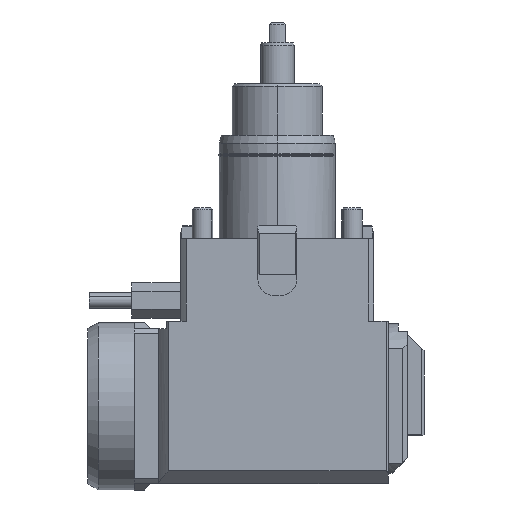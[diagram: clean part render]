
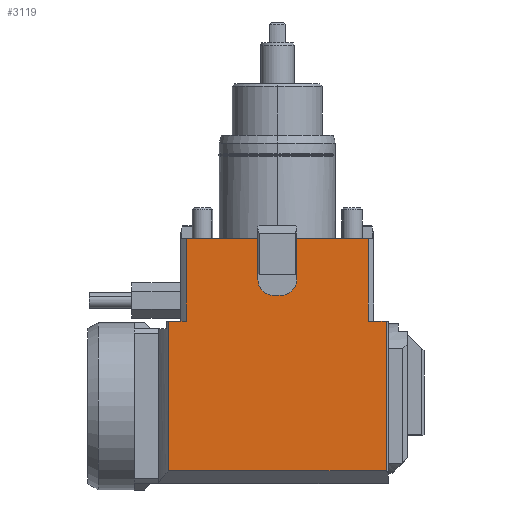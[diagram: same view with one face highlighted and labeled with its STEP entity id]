
A CAD part, front view. The second image highlights one B-rep face of the part: STEP entity #3119.
In plain terms, the highlighted planar face has unit normal (0, -1, 0).
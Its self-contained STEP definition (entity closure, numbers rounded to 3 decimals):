
#54=CARTESIAN_POINT('',(42.261,-37.5,-90.));
#55=VERTEX_POINT('',#54);
#63=CARTESIAN_POINT('',(-42.261,-37.5,-90.));
#64=VERTEX_POINT('',#63);
#65=CARTESIAN_POINT('',(42.261,-37.5,-90.));
#66=DIRECTION('',(-1.,0.,0.));
#67=VECTOR('',#66,84.522);
#68=LINE('',#65,#67);
#69=EDGE_CURVE('',#55,#64,#68,.T.);
#1848=CARTESIAN_POINT('',(42.261,-37.5,-32.));
#1849=VERTEX_POINT('',#1848);
#1857=CARTESIAN_POINT('',(42.261,-37.5,-90.));
#1858=DIRECTION('',(0.,0.,1.));
#1859=VECTOR('',#1858,58.);
#1860=LINE('',#1857,#1859);
#1861=EDGE_CURVE('',#55,#1849,#1860,.T.);
#2244=CARTESIAN_POINT('',(-42.261,-37.5,-32.));
#2245=VERTEX_POINT('',#2244);
#2257=CARTESIAN_POINT('',(-42.261,-37.5,-32.));
#2258=DIRECTION('',(0.,0.,-1.));
#2259=VECTOR('',#2258,58.);
#2260=LINE('',#2257,#2259);
#2261=EDGE_CURVE('',#2245,#64,#2260,.T.);
#2303=CARTESIAN_POINT('',(35.299,-37.5,-32.));
#2304=VERTEX_POINT('',#2303);
#2312=CARTESIAN_POINT('',(42.261,-37.5,-32.));
#2313=DIRECTION('',(-1.,0.,0.));
#2314=VECTOR('',#2313,6.962);
#2315=LINE('',#2312,#2314);
#2316=EDGE_CURVE('',#1849,#2304,#2315,.T.);
#2329=CARTESIAN_POINT('',(-35.299,-37.5,-32.));
#2330=VERTEX_POINT('',#2329);
#2331=CARTESIAN_POINT('',(-35.299,-37.5,-32.));
#2332=DIRECTION('',(-1.,0.,0.));
#2333=VECTOR('',#2332,6.962);
#2334=LINE('',#2331,#2333);
#2335=EDGE_CURVE('',#2330,#2245,#2334,.T.);
#2389=CARTESIAN_POINT('',(1.5,-37.5,-22.));
#2390=VERTEX_POINT('',#2389);
#2397=CARTESIAN_POINT('',(7.5,-37.5,-16.));
#2398=VERTEX_POINT('',#2397);
#2399=CARTESIAN_POINT('',(1.5,-37.5,-16.));
#2400=DIRECTION('',(0.,1.,-0.));
#2401=DIRECTION('',(-0.,0.,1.));
#2402=AXIS2_PLACEMENT_3D('',#2399,#2400,#2401);
#2403=CIRCLE('',#2402,6.);
#2404=EDGE_CURVE('',#2398,#2390,#2403,.T.);
#2428=CARTESIAN_POINT('',(-1.5,-37.5,-22.));
#2429=VERTEX_POINT('',#2428);
#2436=CARTESIAN_POINT('',(1.5,-37.5,-22.));
#2437=DIRECTION('',(-1.,0.,0.));
#2438=VECTOR('',#2437,3.);
#2439=LINE('',#2436,#2438);
#2440=EDGE_CURVE('',#2390,#2429,#2439,.T.);
#2460=CARTESIAN_POINT('',(-7.5,-37.5,-16.));
#2461=VERTEX_POINT('',#2460);
#2468=CARTESIAN_POINT('',(-1.5,-37.5,-16.));
#2469=DIRECTION('',(0.,1.,-0.));
#2470=DIRECTION('',(1.,-0.,0.));
#2471=AXIS2_PLACEMENT_3D('',#2468,#2469,#2470);
#2472=CIRCLE('',#2471,6.);
#2473=EDGE_CURVE('',#2429,#2461,#2472,.T.);
#2509=CARTESIAN_POINT('',(7.5,-37.5,0.));
#2510=VERTEX_POINT('',#2509);
#2511=CARTESIAN_POINT('',(7.5,-37.5,0.));
#2512=DIRECTION('',(0.,0.,-1.));
#2513=VECTOR('',#2512,16.);
#2514=LINE('',#2511,#2513);
#2515=EDGE_CURVE('',#2510,#2398,#2514,.T.);
#2679=CARTESIAN_POINT('',(35.299,-37.5,0.));
#2680=VERTEX_POINT('',#2679);
#2681=CARTESIAN_POINT('',(35.299,-37.5,-32.));
#2682=DIRECTION('',(0.,0.,1.));
#2683=VECTOR('',#2682,32.);
#2684=LINE('',#2681,#2683);
#2685=EDGE_CURVE('',#2304,#2680,#2684,.T.);
#2713=CARTESIAN_POINT('',(-35.299,-37.5,0.));
#2714=VERTEX_POINT('',#2713);
#2715=CARTESIAN_POINT('',(-35.299,-37.5,0.));
#2716=DIRECTION('',(0.,0.,-1.));
#2717=VECTOR('',#2716,32.);
#2718=LINE('',#2715,#2717);
#2719=EDGE_CURVE('',#2714,#2330,#2718,.T.);
#2889=CARTESIAN_POINT('',(-7.5,-37.5,0.));
#2890=VERTEX_POINT('',#2889);
#2891=CARTESIAN_POINT('',(-7.5,-37.5,0.));
#2892=DIRECTION('',(-1.,0.,0.));
#2893=VECTOR('',#2892,27.799);
#2894=LINE('',#2891,#2893);
#2895=EDGE_CURVE('',#2890,#2714,#2894,.T.);
#2951=CARTESIAN_POINT('',(35.299,-37.5,0.));
#2952=DIRECTION('',(-1.,0.,-0.));
#2953=VECTOR('',#2952,27.799);
#2954=LINE('',#2951,#2953);
#2955=EDGE_CURVE('',#2680,#2510,#2954,.T.);
#3093=CARTESIAN_POINT('',(43.,-37.5,-95.));
#3094=DIRECTION('',(-0.,-1.,0.));
#3095=DIRECTION('',(0.,-0.,-1.));
#3096=AXIS2_PLACEMENT_3D('',#3093,#3094,#3095);
#3097=PLANE('',#3096);
#3098=ORIENTED_EDGE('',*,*,#2335,.T.);
#3099=ORIENTED_EDGE('',*,*,#2261,.T.);
#3100=ORIENTED_EDGE('',*,*,#69,.F.);
#3101=ORIENTED_EDGE('',*,*,#1861,.T.);
#3102=ORIENTED_EDGE('',*,*,#2316,.T.);
#3103=ORIENTED_EDGE('',*,*,#2685,.T.);
#3104=ORIENTED_EDGE('',*,*,#2955,.T.);
#3105=ORIENTED_EDGE('',*,*,#2515,.T.);
#3106=ORIENTED_EDGE('',*,*,#2404,.T.);
#3107=ORIENTED_EDGE('',*,*,#2440,.T.);
#3108=ORIENTED_EDGE('',*,*,#2473,.T.);
#3109=CARTESIAN_POINT('',(-7.5,-37.5,-16.));
#3110=DIRECTION('',(0.,0.,1.));
#3111=VECTOR('',#3110,16.);
#3112=LINE('',#3109,#3111);
#3113=EDGE_CURVE('',#2461,#2890,#3112,.T.);
#3114=ORIENTED_EDGE('',*,*,#3113,.T.);
#3115=ORIENTED_EDGE('',*,*,#2895,.T.);
#3116=ORIENTED_EDGE('',*,*,#2719,.T.);
#3117=EDGE_LOOP('',(#3098,#3099,#3100,#3101,#3102,#3103,#3104,#3105,#3106,#3107,#3108,#3114,#3115,#3116));
#3118=FACE_BOUND('',#3117,.T.);
#3119=ADVANCED_FACE('',(#3118),#3097,.T.);
